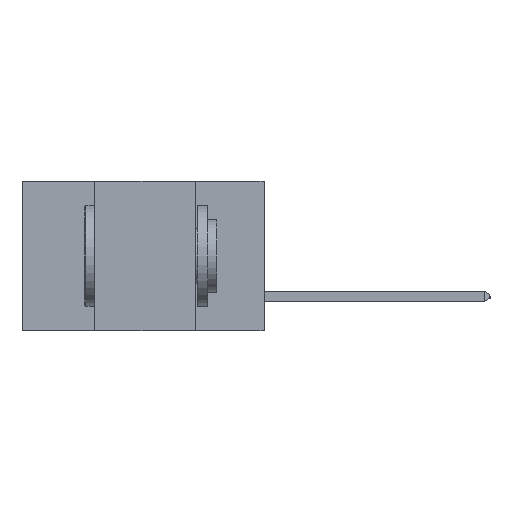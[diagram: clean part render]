
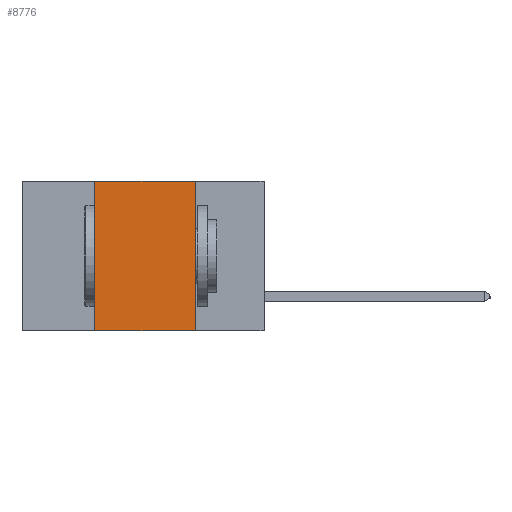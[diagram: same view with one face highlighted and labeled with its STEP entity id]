
A CAD part, left-side view. The second image highlights one B-rep face of the part: STEP entity #8776.
In plain terms, the highlighted planar face has unit normal (-1, 0, 0).
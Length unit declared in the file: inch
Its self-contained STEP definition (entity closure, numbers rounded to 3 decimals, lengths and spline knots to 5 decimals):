
#146 = ORIENTED_EDGE ( 'NONE', *, *, #1200, .T. ) ;
#1200 = EDGE_CURVE ( 'NONE', #10026, #8703, #7888, .T. ) ;
#1512 = EDGE_CURVE ( 'NONE', #3287, #8703, #3560, .T. ) ;
#1978 = LINE ( 'NONE', #7347, #3187 ) ;
#3187 = VECTOR ( 'NONE', #7552, 39.37008 ) ;
#3243 = CARTESIAN_POINT ( 'NONE',  ( 0., 0.17, 0. ) ) ;
#3287 = VERTEX_POINT ( 'NONE', #3243 ) ;
#3560 = LINE ( 'NONE', #13183, #13031 ) ;
#4541 = VECTOR ( 'NONE', #6053, 39.37008 ) ;
#4884 = EDGE_CURVE ( 'NONE', #10026, #9251, #1978, .T. ) ;
#5309 = VECTOR ( 'NONE', #13290, 39.37008 ) ;
#5880 = CARTESIAN_POINT ( 'NONE',  ( 0., 0.6, 0. ) ) ;
#6053 = DIRECTION ( 'NONE',  ( 0., -1., 0. ) ) ;
#6424 = DIRECTION ( 'NONE',  ( 0., 0., -1. ) ) ;
#6625 = ORIENTED_EDGE ( 'NONE', *, *, #1512, .F. ) ;
#7347 = CARTESIAN_POINT ( 'NONE',  ( 0., 0.42, 0. ) ) ;
#7429 = ORIENTED_EDGE ( 'NONE', *, *, #15032, .F. ) ;
#7552 = DIRECTION ( 'NONE',  ( 0., 0., 1. ) ) ;
#7888 = LINE ( 'NONE', #14808, #4541 ) ;
#8631 = LINE ( 'NONE', #5880, #5309 ) ;
#8703 = VERTEX_POINT ( 'NONE', #10025 ) ;
#8776 = ADVANCED_FACE ( 'NONE', ( #9619 ), #11360, .F. ) ;
#9251 = VERTEX_POINT ( 'NONE', #13388 ) ;
#9619 = FACE_OUTER_BOUND ( 'NONE', #14497, .T. ) ;
#10025 = CARTESIAN_POINT ( 'NONE',  ( 0., 0.17, -0.37 ) ) ;
#10026 = VERTEX_POINT ( 'NONE', #10969 ) ;
#10969 = CARTESIAN_POINT ( 'NONE',  ( 0., 0.42, -0.37 ) ) ;
#11100 = AXIS2_PLACEMENT_3D ( 'NONE', #12554, #13779, #6424 ) ;
#11360 = PLANE ( 'NONE',  #11100 ) ;
#11732 = DIRECTION ( 'NONE',  ( 0., 0., -1. ) ) ;
#12554 = CARTESIAN_POINT ( 'NONE',  ( 0., 0.6, 0. ) ) ;
#13031 = VECTOR ( 'NONE', #11732, 39.37008 ) ;
#13183 = CARTESIAN_POINT ( 'NONE',  ( 0., 0.17, 0. ) ) ;
#13290 = DIRECTION ( 'NONE',  ( 0., -1., 0. ) ) ;
#13388 = CARTESIAN_POINT ( 'NONE',  ( 0., 0.42, 0. ) ) ;
#13779 = DIRECTION ( 'NONE',  ( 1., 0., 0. ) ) ;
#13926 = ORIENTED_EDGE ( 'NONE', *, *, #4884, .F. ) ;
#14497 = EDGE_LOOP ( 'NONE', ( #6625, #7429, #13926, #146 ) ) ;
#14808 = CARTESIAN_POINT ( 'NONE',  ( 0., 0.6, -0.37 ) ) ;
#15032 = EDGE_CURVE ( 'NONE', #9251, #3287, #8631, .T. ) ;
